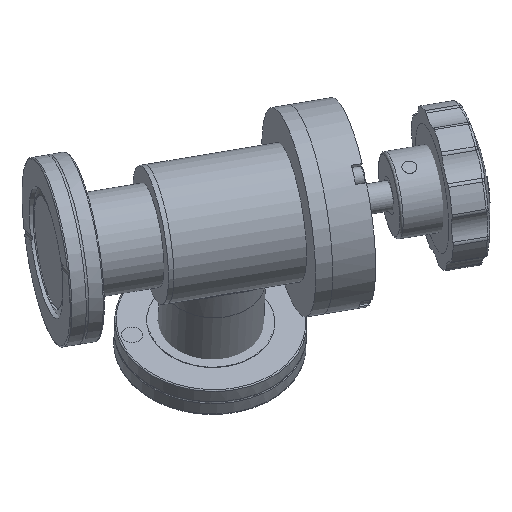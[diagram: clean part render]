
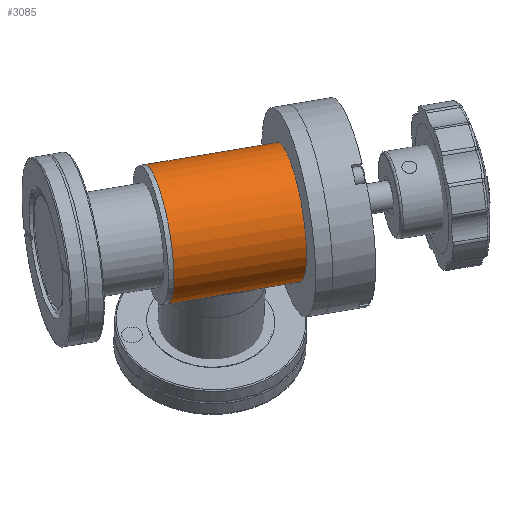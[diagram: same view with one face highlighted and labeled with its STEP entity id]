
A CAD part, top view. The second image highlights one B-rep face of the part: STEP entity #3085.
In plain terms, the highlighted cylindrical face has radius 25.4 mm (diameter 50.8 mm), a full revolution.
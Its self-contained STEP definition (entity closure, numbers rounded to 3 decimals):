
#380 = DIRECTION ( 'NONE',  ( 0.967, 0.16, -0.197 ) ) ;
#1031 = AXIS2_PLACEMENT_3D ( 'NONE', #1096, #6967, #7023 ) ;
#1080 = VERTEX_POINT ( 'NONE', #2329 ) ;
#1096 = CARTESIAN_POINT ( 'NONE',  ( 48.284, 22.57, 15.948 ) ) ;
#1170 = FACE_OUTER_BOUND ( 'NONE', #6190, .T. ) ;
#2329 = CARTESIAN_POINT ( 'NONE',  ( 93.945, 30.984, -19.257 ) ) ;
#2583 = DIRECTION ( 'NONE',  ( -0.199, 0., -0.98 ) ) ;
#2913 = CARTESIAN_POINT ( 'NONE',  ( 43.222, 22.57, -8.942 ) ) ;
#2923 = CIRCLE ( 'NONE', #1031, 25.4 ) ;
#3085 = ADVANCED_FACE ( 'NONE', ( #1170, #7958 ), #5521, .T. ) ;
#3097 = VERTEX_POINT ( 'NONE', #2913 ) ;
#3739 = DIRECTION ( 'NONE',  ( -0.199, 0., -0.98 ) ) ;
#4495 = ORIENTED_EDGE ( 'NONE', *, *, #5466, .T. ) ;
#4511 = CIRCLE ( 'NONE', #9219, 25.4 ) ;
#4748 = EDGE_LOOP ( 'NONE', ( #4495 ) ) ;
#5132 = DIRECTION ( 'NONE',  ( -0.967, -0.16, 0.197 ) ) ;
#5466 = EDGE_CURVE ( 'NONE', #3097, #3097, #2923, .T. ) ;
#5521 = CYLINDRICAL_SURFACE ( 'NONE', #8363, 25.4 ) ;
#6190 = EDGE_LOOP ( 'NONE', ( #9105 ) ) ;
#6967 = DIRECTION ( 'NONE',  ( 0.967, 0.16, -0.197 ) ) ;
#7023 = DIRECTION ( 'NONE',  ( -0.199, 0., -0.98 ) ) ;
#7125 = EDGE_CURVE ( 'NONE', #1080, #1080, #4511, .T. ) ;
#7838 = CARTESIAN_POINT ( 'NONE',  ( 73.645, 26.777, 10.791 ) ) ;
#7958 = FACE_OUTER_BOUND ( 'NONE', #4748, .T. ) ;
#8187 = CARTESIAN_POINT ( 'NONE',  ( 99.007, 30.984, 5.633 ) ) ;
#8363 = AXIS2_PLACEMENT_3D ( 'NONE', #7838, #380, #2583 ) ;
#9105 = ORIENTED_EDGE ( 'NONE', *, *, #7125, .T. ) ;
#9219 = AXIS2_PLACEMENT_3D ( 'NONE', #8187, #5132, #3739 ) ;
